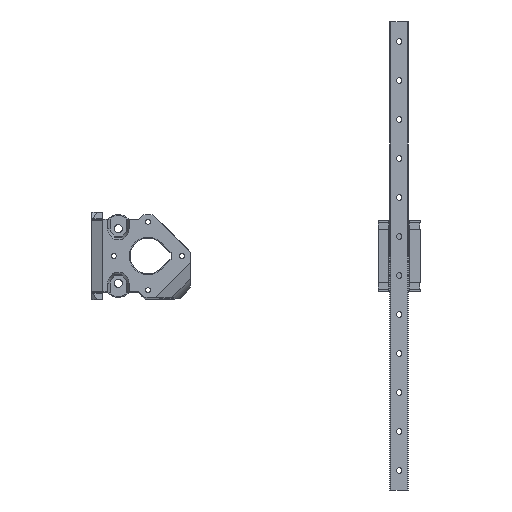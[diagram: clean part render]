
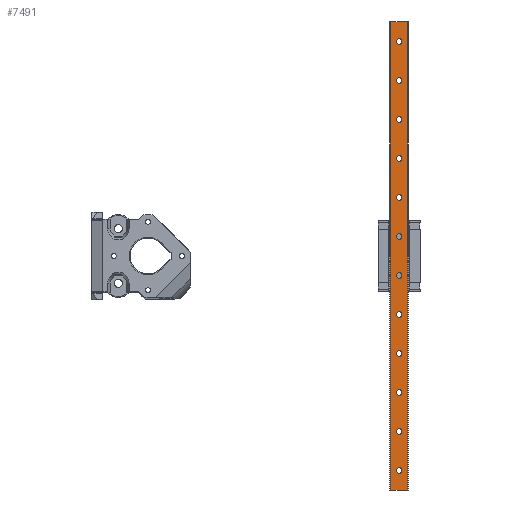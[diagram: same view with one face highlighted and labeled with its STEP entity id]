
A CAD part, front view. The second image highlights one B-rep face of the part: STEP entity #7491.
In plain terms, the highlighted face is planar.
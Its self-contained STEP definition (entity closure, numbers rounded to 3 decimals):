
#572=FACE_BOUND('',#1380,.T.);
#573=FACE_BOUND('',#1381,.T.);
#574=FACE_BOUND('',#1382,.T.);
#575=FACE_BOUND('',#1383,.T.);
#576=FACE_BOUND('',#1384,.T.);
#577=FACE_BOUND('',#1385,.T.);
#578=FACE_BOUND('',#1386,.T.);
#579=FACE_BOUND('',#1387,.T.);
#580=FACE_BOUND('',#1388,.T.);
#581=FACE_BOUND('',#1389,.T.);
#582=FACE_BOUND('',#1390,.T.);
#583=FACE_BOUND('',#1391,.T.);
#658=CIRCLE('',#7952,1.75);
#659=CIRCLE('',#7953,1.75);
#660=CIRCLE('',#7954,1.75);
#661=CIRCLE('',#7955,1.75);
#662=CIRCLE('',#7956,1.75);
#663=CIRCLE('',#7957,1.75);
#664=CIRCLE('',#7958,1.75);
#665=CIRCLE('',#7959,1.75);
#666=CIRCLE('',#7960,1.75);
#667=CIRCLE('',#7961,1.75);
#668=CIRCLE('',#7962,1.75);
#669=CIRCLE('',#7963,1.75);
#941=FACE_OUTER_BOUND('',#1379,.T.);
#1379=EDGE_LOOP('',(#5227,#5228,#5229,#5230));
#1380=EDGE_LOOP('',(#5231));
#1381=EDGE_LOOP('',(#5232));
#1382=EDGE_LOOP('',(#5233));
#1383=EDGE_LOOP('',(#5234));
#1384=EDGE_LOOP('',(#5235));
#1385=EDGE_LOOP('',(#5236));
#1386=EDGE_LOOP('',(#5237));
#1387=EDGE_LOOP('',(#5238));
#1388=EDGE_LOOP('',(#5239));
#1389=EDGE_LOOP('',(#5240));
#1390=EDGE_LOOP('',(#5241));
#1391=EDGE_LOOP('',(#5242));
#1936=LINE('',#10904,#2544);
#1958=LINE('',#10972,#2566);
#1960=LINE('',#10976,#2568);
#1961=LINE('',#10977,#2569);
#2544=VECTOR('',#8825,10.);
#2566=VECTOR('',#8889,10.);
#2568=VECTOR('',#8893,10.);
#2569=VECTOR('',#8894,10.);
#3122=VERTEX_POINT('',#10901);
#3123=VERTEX_POINT('',#10903);
#3148=VERTEX_POINT('',#10970);
#3149=VERTEX_POINT('',#10975);
#3150=VERTEX_POINT('',#10978);
#3151=VERTEX_POINT('',#10980);
#3152=VERTEX_POINT('',#10982);
#3153=VERTEX_POINT('',#10984);
#3154=VERTEX_POINT('',#10986);
#3155=VERTEX_POINT('',#10988);
#3156=VERTEX_POINT('',#10990);
#3157=VERTEX_POINT('',#10992);
#3158=VERTEX_POINT('',#10994);
#3159=VERTEX_POINT('',#10996);
#3160=VERTEX_POINT('',#10998);
#3161=VERTEX_POINT('',#11000);
#3912=EDGE_CURVE('',#3122,#3123,#1936,.T.);
#3946=EDGE_CURVE('',#3148,#3122,#1958,.T.);
#3948=EDGE_CURVE('',#3149,#3148,#1960,.T.);
#3949=EDGE_CURVE('',#3123,#3149,#1961,.T.);
#3950=EDGE_CURVE('',#3150,#3150,#658,.T.);
#3951=EDGE_CURVE('',#3151,#3151,#659,.T.);
#3952=EDGE_CURVE('',#3152,#3152,#660,.T.);
#3953=EDGE_CURVE('',#3153,#3153,#661,.T.);
#3954=EDGE_CURVE('',#3154,#3154,#662,.T.);
#3955=EDGE_CURVE('',#3155,#3155,#663,.T.);
#3956=EDGE_CURVE('',#3156,#3156,#664,.T.);
#3957=EDGE_CURVE('',#3157,#3157,#665,.T.);
#3958=EDGE_CURVE('',#3158,#3158,#666,.T.);
#3959=EDGE_CURVE('',#3159,#3159,#667,.T.);
#3960=EDGE_CURVE('',#3160,#3160,#668,.T.);
#3961=EDGE_CURVE('',#3161,#3161,#669,.T.);
#5227=ORIENTED_EDGE('',*,*,#3946,.F.);
#5228=ORIENTED_EDGE('',*,*,#3948,.F.);
#5229=ORIENTED_EDGE('',*,*,#3949,.F.);
#5230=ORIENTED_EDGE('',*,*,#3912,.F.);
#5231=ORIENTED_EDGE('',*,*,#3950,.T.);
#5232=ORIENTED_EDGE('',*,*,#3951,.T.);
#5233=ORIENTED_EDGE('',*,*,#3952,.T.);
#5234=ORIENTED_EDGE('',*,*,#3953,.T.);
#5235=ORIENTED_EDGE('',*,*,#3954,.T.);
#5236=ORIENTED_EDGE('',*,*,#3955,.T.);
#5237=ORIENTED_EDGE('',*,*,#3956,.T.);
#5238=ORIENTED_EDGE('',*,*,#3957,.T.);
#5239=ORIENTED_EDGE('',*,*,#3958,.T.);
#5240=ORIENTED_EDGE('',*,*,#3959,.T.);
#5241=ORIENTED_EDGE('',*,*,#3960,.T.);
#5242=ORIENTED_EDGE('',*,*,#3961,.T.);
#7293=PLANE('',#7951);
#7491=ADVANCED_FACE('',(#941,#572,#573,#574,#575,#576,#577,#578,#579,#580,
#581,#582,#583),#7293,.T.);
#7951=AXIS2_PLACEMENT_3D('',#10974,#8891,#8892);
#7952=AXIS2_PLACEMENT_3D('',#10979,#8895,#8896);
#7953=AXIS2_PLACEMENT_3D('',#10981,#8897,#8898);
#7954=AXIS2_PLACEMENT_3D('',#10983,#8899,#8900);
#7955=AXIS2_PLACEMENT_3D('',#10985,#8901,#8902);
#7956=AXIS2_PLACEMENT_3D('',#10987,#8903,#8904);
#7957=AXIS2_PLACEMENT_3D('',#10989,#8905,#8906);
#7958=AXIS2_PLACEMENT_3D('',#10991,#8907,#8908);
#7959=AXIS2_PLACEMENT_3D('',#10993,#8909,#8910);
#7960=AXIS2_PLACEMENT_3D('',#10995,#8911,#8912);
#7961=AXIS2_PLACEMENT_3D('',#10997,#8913,#8914);
#7962=AXIS2_PLACEMENT_3D('',#10999,#8915,#8916);
#7963=AXIS2_PLACEMENT_3D('',#11001,#8917,#8918);
#8825=DIRECTION('',(1.,0.,0.));
#8889=DIRECTION('',(0.,-1.,0.));
#8891=DIRECTION('center_axis',(0.,0.,-1.));
#8892=DIRECTION('ref_axis',(-1.,0.,0.));
#8893=DIRECTION('',(-1.,0.,0.));
#8894=DIRECTION('',(0.,1.,0.));
#8895=DIRECTION('center_axis',(0.,0.,1.));
#8896=DIRECTION('ref_axis',(1.,0.,0.));
#8897=DIRECTION('center_axis',(0.,0.,1.));
#8898=DIRECTION('ref_axis',(1.,0.,0.));
#8899=DIRECTION('center_axis',(0.,0.,1.));
#8900=DIRECTION('ref_axis',(1.,0.,0.));
#8901=DIRECTION('center_axis',(0.,0.,1.));
#8902=DIRECTION('ref_axis',(1.,0.,0.));
#8903=DIRECTION('center_axis',(0.,0.,1.));
#8904=DIRECTION('ref_axis',(1.,0.,0.));
#8905=DIRECTION('center_axis',(0.,0.,1.));
#8906=DIRECTION('ref_axis',(1.,0.,0.));
#8907=DIRECTION('center_axis',(0.,0.,1.));
#8908=DIRECTION('ref_axis',(1.,0.,0.));
#8909=DIRECTION('center_axis',(0.,0.,1.));
#8910=DIRECTION('ref_axis',(1.,0.,0.));
#8911=DIRECTION('center_axis',(0.,0.,1.));
#8912=DIRECTION('ref_axis',(1.,0.,0.));
#8913=DIRECTION('center_axis',(0.,0.,1.));
#8914=DIRECTION('ref_axis',(1.,0.,0.));
#8915=DIRECTION('center_axis',(0.,0.,1.));
#8916=DIRECTION('ref_axis',(1.,0.,0.));
#8917=DIRECTION('center_axis',(0.,0.,1.));
#8918=DIRECTION('ref_axis',(1.,0.,0.));
#10901=CARTESIAN_POINT('',(-5.4,-150.,0.));
#10903=CARTESIAN_POINT('',(5.4,-150.,0.));
#10904=CARTESIAN_POINT('',(-6.,-150.,0.));
#10970=CARTESIAN_POINT('',(-5.4,150.,0.));
#10972=CARTESIAN_POINT('',(-5.4,0.,0.));
#10974=CARTESIAN_POINT('Origin',(6.,0.,0.));
#10975=CARTESIAN_POINT('',(5.4,150.,0.));
#10976=CARTESIAN_POINT('',(-6.,150.,0.));
#10977=CARTESIAN_POINT('',(5.4,0.,0.));
#10978=CARTESIAN_POINT('',(-1.75,137.5,0.));
#10979=CARTESIAN_POINT('Origin',(0.,137.5,0.));
#10980=CARTESIAN_POINT('',(-1.75,112.5,0.));
#10981=CARTESIAN_POINT('Origin',(0.,112.5,0.));
#10982=CARTESIAN_POINT('',(-1.75,87.5,0.));
#10983=CARTESIAN_POINT('Origin',(0.,87.5,0.));
#10984=CARTESIAN_POINT('',(-1.75,62.5,0.));
#10985=CARTESIAN_POINT('Origin',(0.,62.5,0.));
#10986=CARTESIAN_POINT('',(-1.75,37.5,0.));
#10987=CARTESIAN_POINT('Origin',(0.,37.5,0.));
#10988=CARTESIAN_POINT('',(-1.75,12.5,0.));
#10989=CARTESIAN_POINT('Origin',(0.,12.5,0.));
#10990=CARTESIAN_POINT('',(-1.75,-12.5,0.));
#10991=CARTESIAN_POINT('Origin',(0.,-12.5,0.));
#10992=CARTESIAN_POINT('',(-1.75,-37.5,0.));
#10993=CARTESIAN_POINT('Origin',(0.,-37.5,0.));
#10994=CARTESIAN_POINT('',(-1.75,-62.5,0.));
#10995=CARTESIAN_POINT('Origin',(0.,-62.5,0.));
#10996=CARTESIAN_POINT('',(-1.75,-87.5,0.));
#10997=CARTESIAN_POINT('Origin',(0.,-87.5,0.));
#10998=CARTESIAN_POINT('',(-1.75,-112.5,0.));
#10999=CARTESIAN_POINT('Origin',(0.,-112.5,0.));
#11000=CARTESIAN_POINT('',(-1.75,-137.5,0.));
#11001=CARTESIAN_POINT('Origin',(0.,-137.5,0.));
